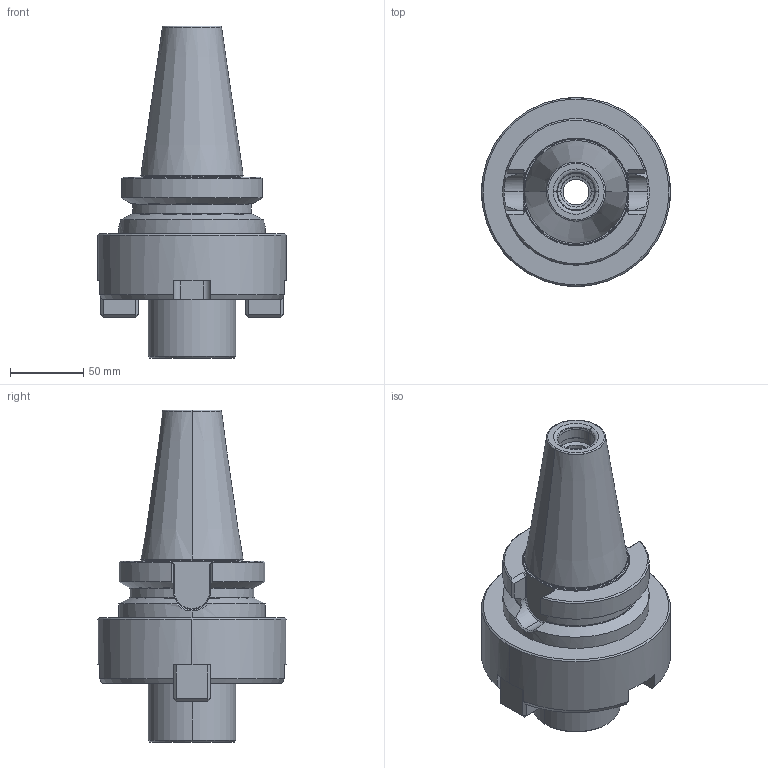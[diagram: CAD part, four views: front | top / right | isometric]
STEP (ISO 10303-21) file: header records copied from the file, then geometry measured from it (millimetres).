
FILE_DESCRIPTION(('no description'),'unknown implementation level');
FILE_NAME('44983ECB-2C97-46E3-BF79-392D2FD57CD5_export.stp',' ',('CIMSOURCE GmbH'),('CADClick - KiM GmbH - www.kimweb.de'),'unknown preprocess','ACIS','unknown authorization');
FILE_SCHEMA(('automotive_design'));
Length unit declared in the file: millimetre
Products named in the file (5): 328.213 Kaiser Aufsteckfr�sdorn SK50B_BTxF60x80|690.131 Kaiser Zyl-Schr In-6kt DIN912-M12x35_DIN 912 M12 x 20 --- 20C;Hex; 328.213 Kaiser Aufsteckfr�sdorn SK50B_BTxF60x80|691.637 Kaiser Mitnehmerstein F60;Fase1; 328.213 Kaiser Aufsteckfr�sdorn SK50B_BTxF60x80|328.213 Kaiser Aufstekfr�sdorn SK50B_BTxF60x85;<N115.56 SK50B_BT>-<Fertigbearbeitung4>
Bounding box: 129 x 129 x 226.8 mm (x, y, z)
Volume: 1095180.1 mm3; surface area: 124605.3 mm2
Topology: 5 solids, 5 shells, 348 faces, 797 edges, 476 vertices
Faces by surface type: plane 137, cylinder 107, cone 78, torus 24, bspline 2
Entity records: 19326 total; most frequent: CARTESIAN_POINT 2269, DIRECTION 1754, STYLED_ITEM 1608, PRESENTATION_STYLE_ASSIGNMENT 1608, COLOUR_RGB 1608, ORIENTED_EDGE 1556, EDGE_CURVE 778, CURVE_STYLE 778
